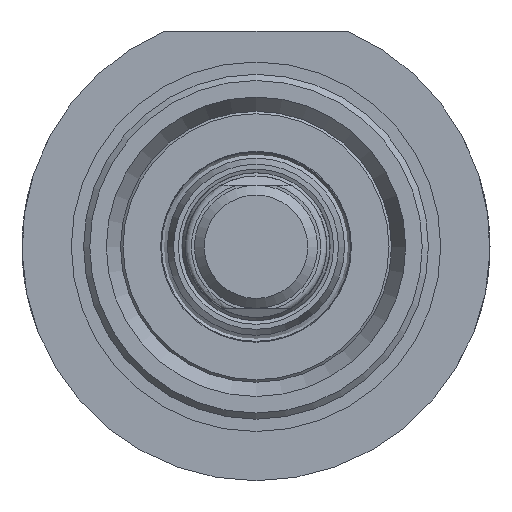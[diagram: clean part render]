
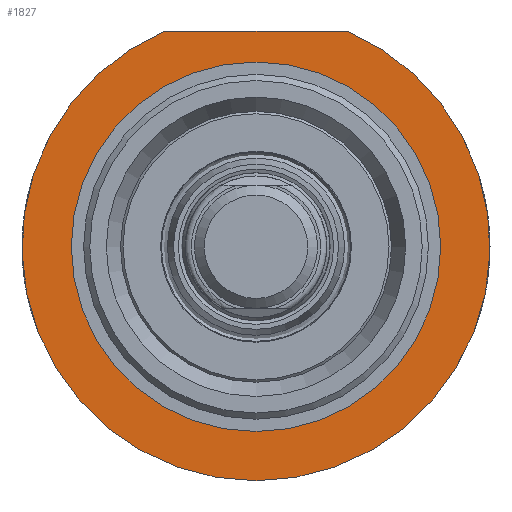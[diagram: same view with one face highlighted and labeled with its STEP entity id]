
A CAD part, front view. The second image highlights one B-rep face of the part: STEP entity #1827.
In plain terms, the highlighted planar face has unit normal (0, -1, 0).
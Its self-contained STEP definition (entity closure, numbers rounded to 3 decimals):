
#1531=CARTESIAN_POINT('',(-7.399,-71.25,17.5));
#1532=VERTEX_POINT('',#1531);
#1533=CARTESIAN_POINT('',(7.399,-71.25,17.5));
#1534=VERTEX_POINT('',#1533);
#1535=CARTESIAN_POINT('',(-7.399,-71.25,17.5));
#1536=DIRECTION('',(1.0,0.0,0.0));
#1537=VECTOR('',#1536,14.799);
#1538=LINE('',#1535,#1537);
#1539=EDGE_CURVE('',#1532,#1534,#1538,.T.);
#1594=CARTESIAN_POINT('',(0.0,-71.25,0.0));
#1595=DIRECTION('',(0.0,1.0,0.0));
#1596=DIRECTION('',(-0.389,0.0,0.921));
#1597=AXIS2_PLACEMENT_3D('',#1594,#1595,#1596);
#1598=CIRCLE('',#1597,19.);
#1599=EDGE_CURVE('',#1534,#1532,#1598,.T.);
#1787=CARTESIAN_POINT('',(0.0,-71.25,15.));
#1788=VERTEX_POINT('',#1787);
#1789=CARTESIAN_POINT('',(0.0,-71.25,0.0));
#1790=DIRECTION('',(0.0,1.0,0.0));
#1791=DIRECTION('',(0.0,0.0,1.0));
#1792=AXIS2_PLACEMENT_3D('',#1789,#1790,#1791);
#1793=CIRCLE('',#1792,15.0);
#1794=EDGE_CURVE('',#1788,#1788,#1793,.T.);
#1815=CARTESIAN_POINT('',(0.,-71.25,1.475));
#1816=DIRECTION('',(0.0,-1.0,0.0));
#1817=DIRECTION('',(0.0,0.0,-1.0));
#1818=AXIS2_PLACEMENT_3D('',#1815,#1816,#1817);
#1819=PLANE('',#1818);
#1820=ORIENTED_EDGE('',*,*,#1539,.F.);
#1821=ORIENTED_EDGE('',*,*,#1599,.F.);
#1822=EDGE_LOOP('',(#1820,#1821));
#1823=FACE_OUTER_BOUND('',#1822,.T.);
#1824=ORIENTED_EDGE('',*,*,#1794,.T.);
#1825=EDGE_LOOP('',(#1824));
#1826=FACE_BOUND('',#1825,.T.);
#1827=ADVANCED_FACE('',(#1823,#1826),#1819,.T.);
